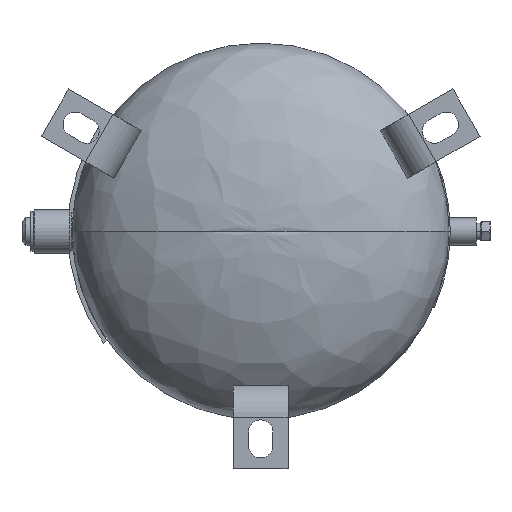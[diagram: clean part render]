
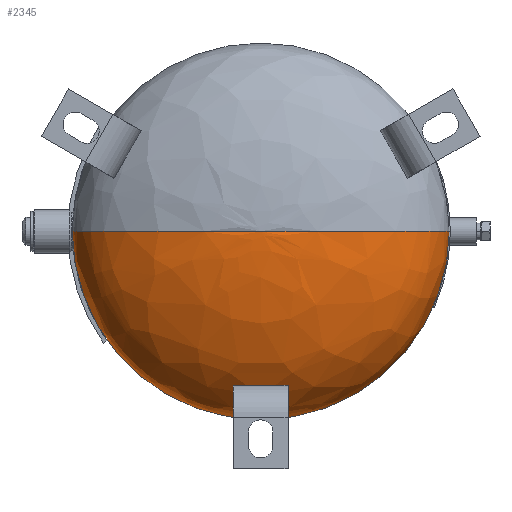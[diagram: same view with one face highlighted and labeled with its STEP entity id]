
A CAD part, front view. The second image highlights one B-rep face of the part: STEP entity #2345.
In plain terms, the highlighted free-form (B-spline) face has degree [3, 3] with [4, 4] control points.
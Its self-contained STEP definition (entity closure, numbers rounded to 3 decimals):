
#290 = CARTESIAN_POINT ( 'NONE',  ( 0., -169.985, 0. ) ) ;
#519 = ORIENTED_EDGE ( 'NONE', *, *, #7117, .F. ) ;
#718 = ORIENTED_EDGE ( 'NONE', *, *, #2165, .F. ) ;
#1202 = CARTESIAN_POINT ( 'NONE',  ( -109.537, -169.985, 0. ) ) ;
#1600 =( BOUNDED_CURVE ( )  B_SPLINE_CURVE ( 3, ( #7224, #6545, #6669, #8617 ),
 .UNSPECIFIED., .F., .T. ) 
 B_SPLINE_CURVE_WITH_KNOTS ( ( 4, 4 ),
 ( 4.712, 6.283 ),
 .UNSPECIFIED. ) 
 CURVE ( )  GEOMETRIC_REPRESENTATION_ITEM ( )  RATIONAL_B_SPLINE_CURVE ( ( 1., 0.805, 0.805, 1. ) ) 
 REPRESENTATION_ITEM ( '' )  );
#1898 = FACE_OUTER_BOUND ( 'NONE', #3531, .T. ) ;
#2009 = CARTESIAN_POINT ( 'NONE',  ( 109.537, -169.985, 0. ) ) ;
#2165 = EDGE_CURVE ( 'NONE', #5293, #5993, #4596, .T. ) ;
#2345 = ADVANCED_FACE ( 'NONE', ( #1898 ), #8153, .F. ) ;
#2450 = CARTESIAN_POINT ( 'NONE',  ( 0., -227.141, 0. ) ) ;
#2852 = CARTESIAN_POINT ( 'NONE',  ( 0., -227.141, 0. ) ) ;
#3160 = CARTESIAN_POINT ( 'NONE',  ( -64.166, -227.141, -128.331 ) ) ;
#3207 = CARTESIAN_POINT ( 'NONE',  ( -109.538, -203.466, 0. ) ) ;
#3282 = CARTESIAN_POINT ( 'NONE',  ( 109.537, -169.985, 0. ) ) ;
#3303 = CIRCLE ( 'NONE', #6650, 109.537 ) ;
#3372 = DIRECTION ( 'NONE',  ( 0., 0., 1. ) ) ;
#3505 = DIRECTION ( 'NONE',  ( 0., 1., 0. ) ) ;
#3531 = EDGE_LOOP ( 'NONE', ( #718, #4192, #6455, #519 ) ) ;
#3722 = DIRECTION ( 'NONE',  ( 0., 0., 1. ) ) ;
#4192 = ORIENTED_EDGE ( 'NONE', *, *, #6254, .T. ) ;
#4473 = CARTESIAN_POINT ( 'NONE',  ( 0., -227.141, 0. ) ) ;
#4596 =( BOUNDED_CURVE ( )  B_SPLINE_CURVE ( 3, ( #6002, #7338, #8039, #7419 ),
 .UNSPECIFIED., .F., .T. ) 
 B_SPLINE_CURVE_WITH_KNOTS ( ( 4, 4 ),
 ( 4.712, 6.283 ),
 .UNSPECIFIED. ) 
 CURVE ( )  GEOMETRIC_REPRESENTATION_ITEM ( )  RATIONAL_B_SPLINE_CURVE ( ( 1., 0.805, 0.805, 1. ) ) 
 REPRESENTATION_ITEM ( '' )  );
#4951 = VERTEX_POINT ( 'NONE', #6066 ) ;
#5240 = CIRCLE ( 'NONE', #8431, 109.537 ) ;
#5293 = VERTEX_POINT ( 'NONE', #2852 ) ;
#5603 = DIRECTION ( 'NONE',  ( 0., 1., 0. ) ) ;
#5820 = CARTESIAN_POINT ( 'NONE',  ( -109.538, -203.466, -219.075 ) ) ;
#5860 = CARTESIAN_POINT ( 'NONE',  ( -109.537, -169.985, -219.075 ) ) ;
#5895 = CARTESIAN_POINT ( 'NONE',  ( 109.537, -169.985, -219.075 ) ) ;
#5993 = VERTEX_POINT ( 'NONE', #2009 ) ;
#6002 = CARTESIAN_POINT ( 'NONE',  ( 0., -227.141, 0. ) ) ;
#6066 = CARTESIAN_POINT ( 'NONE',  ( 0., -169.985, -109.537 ) ) ;
#6254 = EDGE_CURVE ( 'NONE', #5293, #8560, #1600, .T. ) ;
#6455 = ORIENTED_EDGE ( 'NONE', *, *, #6942, .F. ) ;
#6545 = CARTESIAN_POINT ( 'NONE',  ( -64.166, -227.141, 0. ) ) ;
#6567 = CARTESIAN_POINT ( 'NONE',  ( 64.166, -227.141, -128.331 ) ) ;
#6650 = AXIS2_PLACEMENT_3D ( 'NONE', #6775, #3505, #3372 ) ;
#6669 = CARTESIAN_POINT ( 'NONE',  ( -109.538, -203.466, 0. ) ) ;
#6775 = CARTESIAN_POINT ( 'NONE',  ( 0., -169.985, 0. ) ) ;
#6942 = EDGE_CURVE ( 'NONE', #4951, #8560, #3303, .T. ) ;
#7117 = EDGE_CURVE ( 'NONE', #5993, #4951, #5240, .T. ) ;
#7125 = CARTESIAN_POINT ( 'NONE',  ( 0., -227.141, 0. ) ) ;
#7161 = CARTESIAN_POINT ( 'NONE',  ( 109.538, -203.466, -219.075 ) ) ;
#7207 = CARTESIAN_POINT ( 'NONE',  ( 64.166, -227.141, 0. ) ) ;
#7224 = CARTESIAN_POINT ( 'NONE',  ( 0., -227.141, 0. ) ) ;
#7338 = CARTESIAN_POINT ( 'NONE',  ( 64.166, -227.141, 0. ) ) ;
#7419 = CARTESIAN_POINT ( 'NONE',  ( 109.537, -169.985, 0. ) ) ;
#7786 = CARTESIAN_POINT ( 'NONE',  ( -64.166, -227.141, 0. ) ) ;
#7947 = CARTESIAN_POINT ( 'NONE',  ( -109.537, -169.985, 0. ) ) ;
#8039 = CARTESIAN_POINT ( 'NONE',  ( 109.537, -203.466, 0. ) ) ;
#8153 =( BOUNDED_SURFACE ( )  B_SPLINE_SURFACE ( 3, 3, ( 
 ( #7125, #4473, #2450, #8425 ),
 ( #7207, #6567, #3160, #7786 ),
 ( #8597, #7161, #5820, #3207 ),
 ( #3282, #5895, #5860, #1202 ) ),
 .UNSPECIFIED., .F., .F., .T. ) 
 B_SPLINE_SURFACE_WITH_KNOTS ( ( 4, 4 ),
 ( 4, 4 ),
 ( 0., 1. ),
 ( 0., 1. ),
 .UNSPECIFIED. ) 
 GEOMETRIC_REPRESENTATION_ITEM ( )  RATIONAL_B_SPLINE_SURFACE ( (
 ( 1., 0.333, 0.333, 1.),
 ( 0.805, 0.268, 0.268, 0.805),
 ( 0.805, 0.268, 0.268, 0.805),
 ( 1., 0.333, 0.333, 1.) ) ) 
 REPRESENTATION_ITEM ( '' )  SURFACE ( )  );
#8425 = CARTESIAN_POINT ( 'NONE',  ( 0., -227.141, 0. ) ) ;
#8431 = AXIS2_PLACEMENT_3D ( 'NONE', #290, #5603, #3722 ) ;
#8560 = VERTEX_POINT ( 'NONE', #7947 ) ;
#8597 = CARTESIAN_POINT ( 'NONE',  ( 109.538, -203.466, 0. ) ) ;
#8617 = CARTESIAN_POINT ( 'NONE',  ( -109.537, -169.985, 0. ) ) ;
